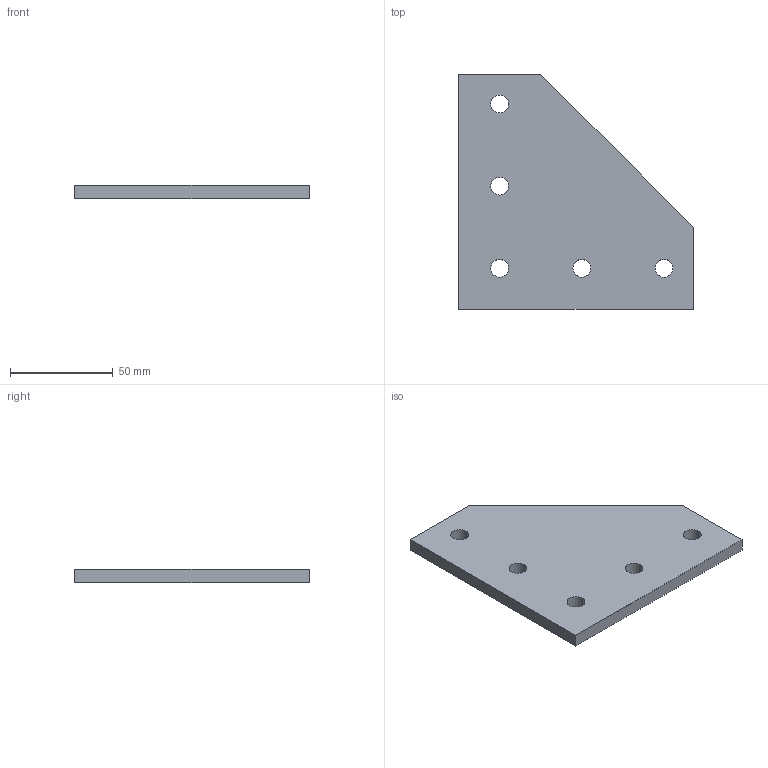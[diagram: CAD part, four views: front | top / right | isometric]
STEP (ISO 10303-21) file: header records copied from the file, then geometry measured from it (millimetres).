
FILE_DESCRIPTION((''),'2;1');
FILE_NAME('40JP4507.stp','2006-03-13T15:20:50',('Shawn Mantel'),('Faztek, LLC'),'Mechanical Desktop 2005','Mechanical Desktop 2005',', , ');
FILE_SCHEMA(('CONFIG_CONTROL_DESIGN'));
Length unit declared in the file: inch
Products named in the file (24): Product; 40JP4507_SD; *U0; *U1; *U2; *U10; *U9; *U8; *U5; *U4; *U3; *U6; *U7; *U11; *U12; *U18; *U14; *U17; *U19; *U20; *U21; *U13; *U15; *U16
Assembly tree (23 placements, depth 6):
  Product
    40JP4507_SD
      *U0
        *U1
          *U2
            *U10
            *U9
            *U8
            *U5
            *U4
            *U3
            *U6
            *U7
            *U11
          *U12
            *U18
            *U14
            *U17
            *U19
            *U20
            *U21
            *U13
            *U15
            *U16
Bounding box: 114.3 x 114.3 x 6.35 mm (x, y, z)
Volume: 63574.5 mm3; surface area: 23511.7 mm2
Topology: 1 solids, 1 shells, 17 faces, 45 edges, 30 vertices
Faces by surface type: cylinder 10, plane 7
Entity records: 978 total; most frequent: DIRECTION 147, CARTESIAN_POINT 116, ORIENTED_EDGE 90, AXIS2_PLACEMENT_3D 61, PRODUCT_DEFINITION_SHAPE 47, EDGE_CURVE 45, VERTEX_POINT 30, EDGE_LOOP 27
